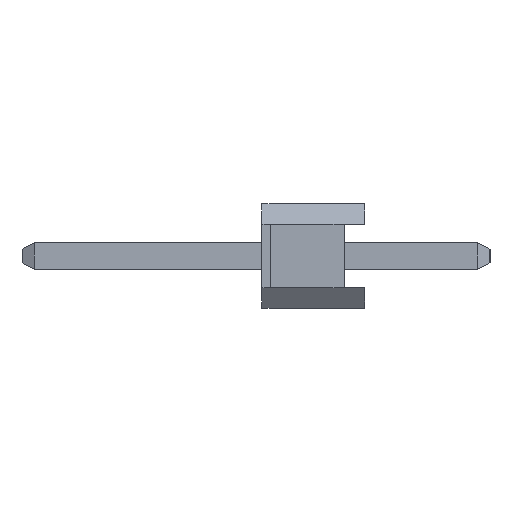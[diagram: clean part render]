
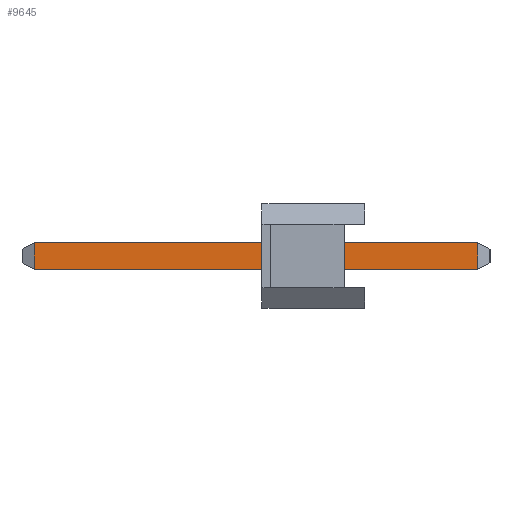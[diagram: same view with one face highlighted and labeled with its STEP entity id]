
A CAD part, left-side view. The second image highlights one B-rep face of the part: STEP entity #9645.
In plain terms, the highlighted planar face has unit normal (-1, 0, 0).
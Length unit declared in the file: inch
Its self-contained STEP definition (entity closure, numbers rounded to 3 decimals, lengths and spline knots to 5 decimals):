
#1462 = PLANE ( 'NONE',  #10904 ) ;
#2036 = LINE ( 'NONE', #8478, #17351 ) ;
#2232 = CARTESIAN_POINT ( 'NONE',  ( 11.19797, 14.9556, -0.28661 ) ) ;
#2508 = DIRECTION ( 'NONE',  ( 0., 0., 1. ) ) ;
#4452 = CARTESIAN_POINT ( 'NONE',  ( 11.19797, 14.9808, -0.07997 ) ) ;
#4536 = DIRECTION ( 'NONE',  ( -1., 0., 0. ) ) ;
#7529 = ORIENTED_EDGE ( 'NONE', *, *, #19535, .T. ) ;
#8420 = FACE_OUTER_BOUND ( 'NONE', #13306, .T. ) ;
#8478 = CARTESIAN_POINT ( 'NONE',  ( 11.19797, 14.9556, -0.28661 ) ) ;
#9645 = ADVANCED_FACE ( 'NONE', ( #8420 ), #1462, .T. ) ;
#9994 = DIRECTION ( 'NONE',  ( 0., -1., 0. ) ) ;
#10008 = DIRECTION ( 'NONE',  ( 0., 1., 0. ) ) ;
#10099 = VERTEX_POINT ( 'NONE', #13354 ) ;
#10904 = AXIS2_PLACEMENT_3D ( 'NONE', #13697, #4536, #15231 ) ;
#10940 = LINE ( 'NONE', #4452, #19080 ) ;
#11067 = ORIENTED_EDGE ( 'NONE', *, *, #14018, .T. ) ;
#11671 = CARTESIAN_POINT ( 'NONE',  ( 11.19797, 14.9556, -0.07997 ) ) ;
#11848 = LINE ( 'NONE', #19182, #15410 ) ;
#12804 = VECTOR ( 'NONE', #2508, 39.37008 ) ;
#13306 = EDGE_LOOP ( 'NONE', ( #13906, #7529, #11067, #14852 ) ) ;
#13354 = CARTESIAN_POINT ( 'NONE',  ( 11.19797, 14.9808, 0.13819 ) ) ;
#13697 = CARTESIAN_POINT ( 'NONE',  ( 11.19797, 14.9556, -0.07997 ) ) ;
#13906 = ORIENTED_EDGE ( 'NONE', *, *, #18857, .T. ) ;
#14018 = EDGE_CURVE ( 'NONE', #10099, #14559, #10940, .T. ) ;
#14406 = CARTESIAN_POINT ( 'NONE',  ( 11.19797, 14.9556, 0.13819 ) ) ;
#14559 = VERTEX_POINT ( 'NONE', #16279 ) ;
#14852 = ORIENTED_EDGE ( 'NONE', *, *, #18781, .T. ) ;
#15231 = DIRECTION ( 'NONE',  ( 0., -1., 0. ) ) ;
#15410 = VECTOR ( 'NONE', #10008, 39.37008 ) ;
#16279 = CARTESIAN_POINT ( 'NONE',  ( 11.19797, 14.9808, -0.28661 ) ) ;
#16388 = LINE ( 'NONE', #11671, #12804 ) ;
#16687 = DIRECTION ( 'NONE',  ( 0., 0., -1. ) ) ;
#17351 = VECTOR ( 'NONE', #9994, 39.37008 ) ;
#17955 = VERTEX_POINT ( 'NONE', #2232 ) ;
#18455 = VERTEX_POINT ( 'NONE', #14406 ) ;
#18781 = EDGE_CURVE ( 'NONE', #14559, #17955, #2036, .T. ) ;
#18857 = EDGE_CURVE ( 'NONE', #17955, #18455, #16388, .T. ) ;
#19080 = VECTOR ( 'NONE', #16687, 39.37008 ) ;
#19182 = CARTESIAN_POINT ( 'NONE',  ( 11.19797, 14.9556, 0.13819 ) ) ;
#19535 = EDGE_CURVE ( 'NONE', #18455, #10099, #11848, .T. ) ;
